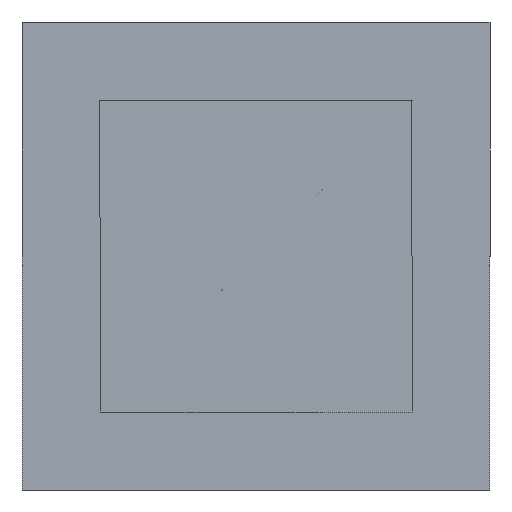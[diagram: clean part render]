
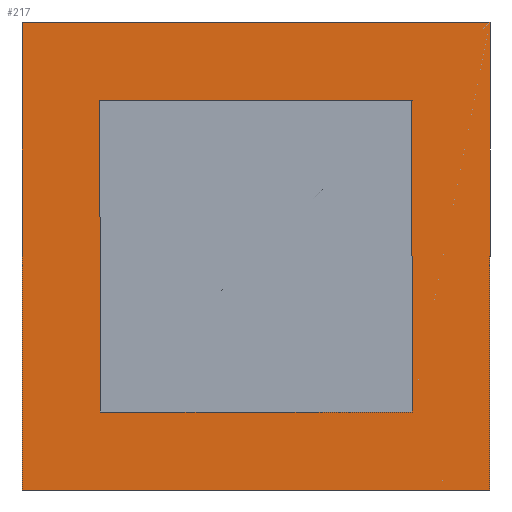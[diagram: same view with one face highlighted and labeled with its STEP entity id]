
A CAD part, front view. The second image highlights one B-rep face of the part: STEP entity #217.
In plain terms, the highlighted planar face has unit normal (0, -1, 0).
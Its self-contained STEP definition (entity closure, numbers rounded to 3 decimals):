
#9 = CARTESIAN_POINT ( 'NONE',  ( 45., 0., -45. ) ) ;
#11 = CARTESIAN_POINT ( 'NONE',  ( -45., 0., 45. ) ) ;
#12 = EDGE_LOOP ( 'NONE', ( #420, #249, #91, #19 ) ) ;
#13 = LINE ( 'NONE', #155, #253 ) ;
#16 = CARTESIAN_POINT ( 'NONE',  ( -45., 0., -45. ) ) ;
#18 = CARTESIAN_POINT ( 'NONE',  ( -30., 0., 30. ) ) ;
#19 = ORIENTED_EDGE ( 'NONE', *, *, #243, .F. ) ;
#39 = DIRECTION ( 'NONE',  ( 0., 0., 1. ) ) ;
#54 = LINE ( 'NONE', #276, #352 ) ;
#58 = LINE ( 'NONE', #16, #172 ) ;
#62 = EDGE_CURVE ( 'NONE', #331, #414, #13, .T. ) ;
#72 = AXIS2_PLACEMENT_3D ( 'NONE', #335, #199, #280 ) ;
#74 = EDGE_CURVE ( 'NONE', #389, #169, #145, .T. ) ;
#80 = VECTOR ( 'NONE', #203, 1000. ) ;
#91 = ORIENTED_EDGE ( 'NONE', *, *, #62, .F. ) ;
#94 = CARTESIAN_POINT ( 'NONE',  ( -45., 0., 45. ) ) ;
#98 = ORIENTED_EDGE ( 'NONE', *, *, #125, .F. ) ;
#109 = CARTESIAN_POINT ( 'NONE',  ( 30., 0., 30. ) ) ;
#121 = FACE_OUTER_BOUND ( 'NONE', #12, .T. ) ;
#122 = DIRECTION ( 'NONE',  ( 0., 0., -1. ) ) ;
#125 = EDGE_CURVE ( 'NONE', #400, #141, #326, .T. ) ;
#130 = VECTOR ( 'NONE', #226, 1000. ) ;
#134 = LINE ( 'NONE', #271, #80 ) ;
#141 = VERTEX_POINT ( 'NONE', #426 ) ;
#145 = LINE ( 'NONE', #109, #178 ) ;
#147 = VECTOR ( 'NONE', #122, 1000. ) ;
#155 = CARTESIAN_POINT ( 'NONE',  ( -45., 0., -45. ) ) ;
#157 = CARTESIAN_POINT ( 'NONE',  ( 30., 0., -30. ) ) ;
#160 = DIRECTION ( 'NONE',  ( -1., 0., 0. ) ) ;
#161 = CARTESIAN_POINT ( 'NONE',  ( 45., 0., 45. ) ) ;
#166 = ORIENTED_EDGE ( 'NONE', *, *, #251, .F. ) ;
#169 = VERTEX_POINT ( 'NONE', #191 ) ;
#172 = VECTOR ( 'NONE', #160, 1000. ) ;
#178 = VECTOR ( 'NONE', #422, 1000. ) ;
#183 = EDGE_CURVE ( 'NONE', #169, #400, #54, .T. ) ;
#188 = CARTESIAN_POINT ( 'NONE',  ( -30., 0., 30. ) ) ;
#191 = CARTESIAN_POINT ( 'NONE',  ( 30., 0., 30. ) ) ;
#194 = FACE_BOUND ( 'NONE', #307, .T. ) ;
#199 = DIRECTION ( 'NONE',  ( 0., 1., 0. ) ) ;
#203 = DIRECTION ( 'NONE',  ( 1., 0., 0. ) ) ;
#207 = ORIENTED_EDGE ( 'NONE', *, *, #183, .F. ) ;
#217 = ADVANCED_FACE ( 'NONE', ( #121, #194 ), #234, .F. ) ;
#226 = DIRECTION ( 'NONE',  ( 1., 0., 0. ) ) ;
#232 = ORIENTED_EDGE ( 'NONE', *, *, #74, .F. ) ;
#234 = PLANE ( 'NONE',  #72 ) ;
#243 = EDGE_CURVE ( 'NONE', #287, #331, #58, .T. ) ;
#249 = ORIENTED_EDGE ( 'NONE', *, *, #302, .F. ) ;
#251 = EDGE_CURVE ( 'NONE', #141, #389, #134, .T. ) ;
#253 = VECTOR ( 'NONE', #39, 1000. ) ;
#271 = CARTESIAN_POINT ( 'NONE',  ( -30., 0., -30. ) ) ;
#276 = CARTESIAN_POINT ( 'NONE',  ( -30., 0., 30. ) ) ;
#280 = DIRECTION ( 'NONE',  ( 0., 0., 1. ) ) ;
#287 = VERTEX_POINT ( 'NONE', #293 ) ;
#291 = DIRECTION ( 'NONE',  ( 0., 0., -1. ) ) ;
#293 = CARTESIAN_POINT ( 'NONE',  ( 45., 0., -45. ) ) ;
#302 = EDGE_CURVE ( 'NONE', #414, #401, #428, .T. ) ;
#307 = EDGE_LOOP ( 'NONE', ( #232, #166, #98, #207 ) ) ;
#326 = LINE ( 'NONE', #188, #391 ) ;
#330 = CARTESIAN_POINT ( 'NONE',  ( -45., 0., -45. ) ) ;
#331 = VERTEX_POINT ( 'NONE', #330 ) ;
#335 = CARTESIAN_POINT ( 'NONE',  ( 0., 0., 0. ) ) ;
#352 = VECTOR ( 'NONE', #409, 1000. ) ;
#389 = VERTEX_POINT ( 'NONE', #157 ) ;
#391 = VECTOR ( 'NONE', #291, 1000. ) ;
#400 = VERTEX_POINT ( 'NONE', #18 ) ;
#401 = VERTEX_POINT ( 'NONE', #161 ) ;
#406 = EDGE_CURVE ( 'NONE', #401, #287, #438, .T. ) ;
#409 = DIRECTION ( 'NONE',  ( -1., 0., 0. ) ) ;
#414 = VERTEX_POINT ( 'NONE', #94 ) ;
#420 = ORIENTED_EDGE ( 'NONE', *, *, #406, .F. ) ;
#422 = DIRECTION ( 'NONE',  ( 0., 0., 1. ) ) ;
#426 = CARTESIAN_POINT ( 'NONE',  ( -30., 0., -30. ) ) ;
#428 = LINE ( 'NONE', #11, #130 ) ;
#438 = LINE ( 'NONE', #9, #147 ) ;
